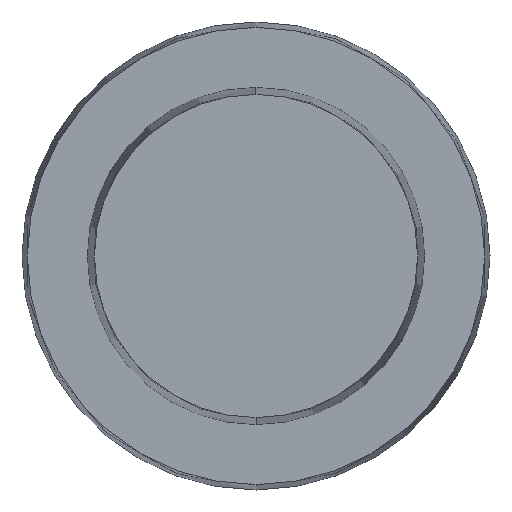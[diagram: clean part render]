
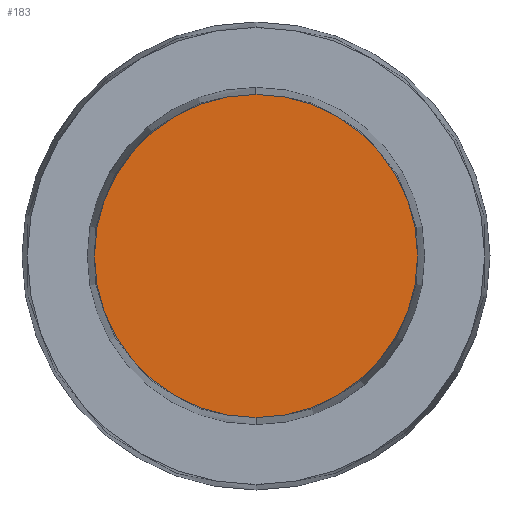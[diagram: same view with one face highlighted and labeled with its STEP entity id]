
A CAD part, front view. The second image highlights one B-rep face of the part: STEP entity #183.
In plain terms, the highlighted planar face has unit normal (0, -1, 0).
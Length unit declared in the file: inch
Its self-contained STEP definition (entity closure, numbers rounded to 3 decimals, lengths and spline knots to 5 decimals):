
#7 = CARTESIAN_POINT ( 'NONE',  ( 0., -0.263, 0.05282 ) ) ;
#17 = ORIENTED_EDGE ( 'NONE', *, *, #534, .T. ) ;
#24 = EDGE_CURVE ( 'NONE', #655, #795, #610, .T. ) ;
#42 = CARTESIAN_POINT ( 'NONE',  ( 0., -0.263, 0. ) ) ;
#76 = DIRECTION ( 'NONE',  ( 0., 0., -1. ) ) ;
#92 = PLANE ( 'NONE',  #264 ) ;
#97 = EDGE_LOOP ( 'NONE', ( #263, #17 ) ) ;
#98 = DIRECTION ( 'NONE',  ( 0., -1., 0. ) ) ;
#169 = DIRECTION ( 'NONE',  ( 0., 0., -1. ) ) ;
#183 = ADVANCED_FACE ( 'NONE', ( #611 ), #92, .T. ) ;
#252 = AXIS2_PLACEMENT_3D ( 'NONE', #295, #598, #76 ) ;
#263 = ORIENTED_EDGE ( 'NONE', *, *, #24, .T. ) ;
#264 = AXIS2_PLACEMENT_3D ( 'NONE', #829, #98, #169 ) ;
#295 = CARTESIAN_POINT ( 'NONE',  ( 0., -0.263, 0. ) ) ;
#329 = DIRECTION ( 'NONE',  ( 0., 0., -1. ) ) ;
#534 = EDGE_CURVE ( 'NONE', #795, #655, #684, .T. ) ;
#554 = DIRECTION ( 'NONE',  ( 0., -1., 0. ) ) ;
#598 = DIRECTION ( 'NONE',  ( 0., -1., 0. ) ) ;
#610 = CIRCLE ( 'NONE', #964, 0.05282 ) ;
#611 = FACE_OUTER_BOUND ( 'NONE', #97, .T. ) ;
#655 = VERTEX_POINT ( 'NONE', #712 ) ;
#684 = CIRCLE ( 'NONE', #252, 0.05282 ) ;
#712 = CARTESIAN_POINT ( 'NONE',  ( 0., -0.263, -0.05282 ) ) ;
#795 = VERTEX_POINT ( 'NONE', #7 ) ;
#829 = CARTESIAN_POINT ( 'NONE',  ( 0., -0.263, 0. ) ) ;
#964 = AXIS2_PLACEMENT_3D ( 'NONE', #42, #554, #329 ) ;
